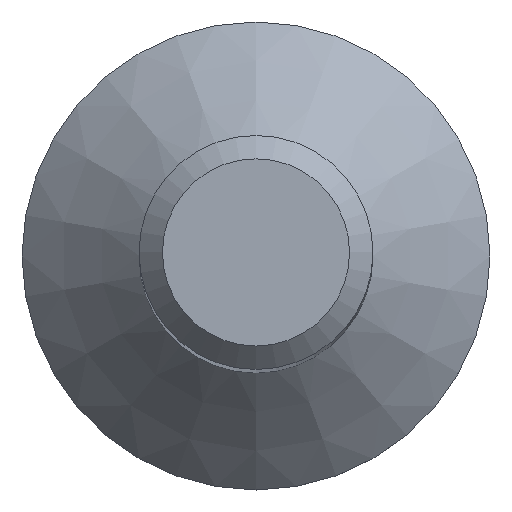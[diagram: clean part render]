
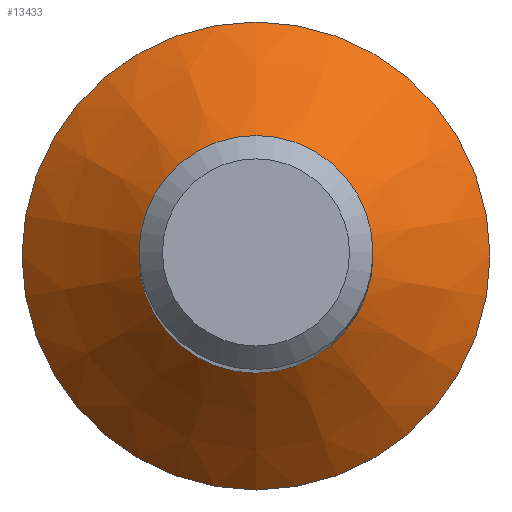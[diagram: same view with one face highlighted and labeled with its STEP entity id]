
A CAD part, top view. The second image highlights one B-rep face of the part: STEP entity #13433.
In plain terms, the highlighted conical face has half-angle 45 degrees and reference radius 8 mm.
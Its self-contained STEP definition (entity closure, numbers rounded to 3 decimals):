
#598 = EDGE_CURVE ( 'NONE', #10294, #10294, #9219, .T. ) ;
#620 = EDGE_LOOP ( 'NONE', ( #5129 ) ) ;
#2175 = FACE_OUTER_BOUND ( 'NONE', #6874, .T. ) ;
#3827 = DIRECTION ( 'NONE',  ( 0., 0., -1. ) ) ;
#3866 = DIRECTION ( 'NONE',  ( 0., 1., 0. ) ) ;
#3968 = DIRECTION ( 'NONE',  ( 0., 1., 0. ) ) ;
#4296 = AXIS2_PLACEMENT_3D ( 'NONE', #8537, #12014, #12162 ) ;
#5091 = AXIS2_PLACEMENT_3D ( 'NONE', #12152, #3827, #3968 ) ;
#5129 = ORIENTED_EDGE ( 'NONE', *, *, #598, .T. ) ;
#5485 = CIRCLE ( 'NONE', #4296, 8. ) ;
#5664 = CARTESIAN_POINT ( 'NONE',  ( 0., 8., 0.4 ) ) ;
#6777 = FACE_BOUND ( 'NONE', #620, .T. ) ;
#6874 = EDGE_LOOP ( 'NONE', ( #10364 ) ) ;
#7324 = CONICAL_SURFACE ( 'NONE', #5091, 8., 0.785 ) ;
#8030 = CARTESIAN_POINT ( 'NONE',  ( 0., 4., 4.4 ) ) ;
#8537 = CARTESIAN_POINT ( 'NONE',  ( 0., 0., 0.4 ) ) ;
#9219 = CIRCLE ( 'NONE', #14156, 4. ) ;
#9745 = CARTESIAN_POINT ( 'NONE',  ( 0., 0., 4.4 ) ) ;
#9798 = DIRECTION ( 'NONE',  ( 0., 0., -1. ) ) ;
#10294 = VERTEX_POINT ( 'NONE', #8030 ) ;
#10364 = ORIENTED_EDGE ( 'NONE', *, *, #14152, .F. ) ;
#10833 = VERTEX_POINT ( 'NONE', #5664 ) ;
#12014 = DIRECTION ( 'NONE',  ( 0., 0., -1. ) ) ;
#12152 = CARTESIAN_POINT ( 'NONE',  ( 0., 0., 0.4 ) ) ;
#12162 = DIRECTION ( 'NONE',  ( 0., 1., 0. ) ) ;
#13433 = ADVANCED_FACE ( 'NONE', ( #2175, #6777 ), #7324, .T. ) ;
#14152 = EDGE_CURVE ( 'NONE', #10833, #10833, #5485, .T. ) ;
#14156 = AXIS2_PLACEMENT_3D ( 'NONE', #9745, #9798, #3866 ) ;
